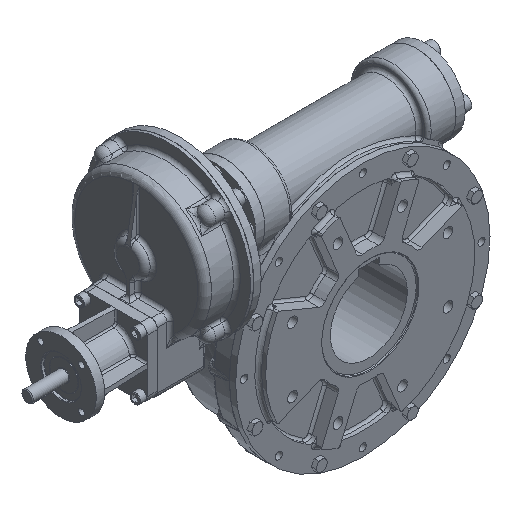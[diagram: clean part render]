
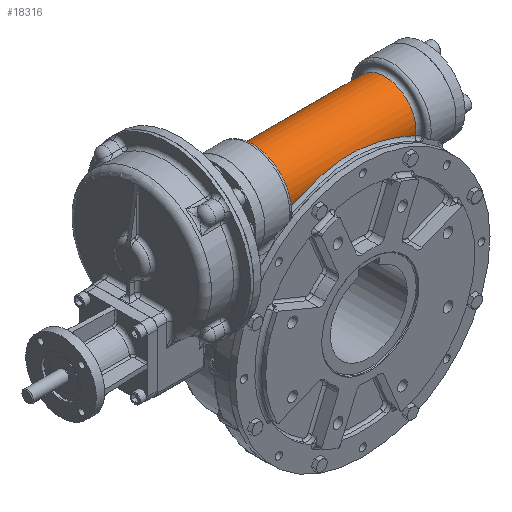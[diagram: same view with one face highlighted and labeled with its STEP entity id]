
A CAD part, isometric view. The second image highlights one B-rep face of the part: STEP entity #18316.
In plain terms, the highlighted cylindrical face has radius 55 mm (diameter 110 mm), a partial arc.
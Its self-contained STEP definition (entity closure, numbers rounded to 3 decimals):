
#1032=LINE('',#47396,#1821);
#1060=LINE('',#49055,#1849);
#1061=LINE('',#49056,#1850);
#1821=VECTOR('',#24892,1000.);
#1849=VECTOR('',#25050,1000.);
#1850=VECTOR('',#25051,1000.);
#2368=CYLINDRICAL_SURFACE('',#20785,55.);
#2993=B_SPLINE_CURVE_WITH_KNOTS('',3,(#47387,#47388,#47389,#47390,#47391),
 .UNSPECIFIED.,.F.,.F.,(4,1,4),(0.,0.004,0.008),
 .UNSPECIFIED.);
#2995=B_SPLINE_CURVE_WITH_KNOTS('',3,(#47430,#47431,#47432,#47433,#47434),
 .UNSPECIFIED.,.F.,.F.,(4,1,4),(0.,0.004,0.008),
 .UNSPECIFIED.);
#3012=B_SPLINE_CURVE_WITH_KNOTS('',3,(#48745,#48746,#48747,#48748,#48749,
#48750,#48751,#48752,#48753,#48754,#48755,#48756,#48757,#48758),
 .UNSPECIFIED.,.F.,.F.,(4,1,1,1,1,1,1,1,1,1,1,4),(0.,0.029,
0.059,0.073,0.088,0.117,
0.132,0.146,0.161,0.176,
0.205,0.234),.UNSPECIFIED.);
#7259=ORIENTED_EDGE('',*,*,#10726,.F.);
#7260=ORIENTED_EDGE('',*,*,#10616,.T.);
#7261=ORIENTED_EDGE('',*,*,#10618,.T.);
#7262=ORIENTED_EDGE('',*,*,#10621,.T.);
#7263=ORIENTED_EDGE('',*,*,#10727,.F.);
#7264=ORIENTED_EDGE('',*,*,#10718,.T.);
#7265=ORIENTED_EDGE('',*,*,#10690,.T.);
#7266=ORIENTED_EDGE('',*,*,#10721,.F.);
#10616=EDGE_CURVE('',#12721,#12723,#2993,.T.);
#10618=EDGE_CURVE('',#12723,#12725,#1032,.F.);
#10621=EDGE_CURVE('',#12725,#12726,#2995,.T.);
#10690=EDGE_CURVE('',#12760,#12761,#3012,.T.);
#10718=EDGE_CURVE('',#12765,#12760,#14204,.T.);
#10721=EDGE_CURVE('',#12767,#12761,#14205,.T.);
#10726=EDGE_CURVE('',#12721,#12767,#1060,.T.);
#10727=EDGE_CURVE('',#12765,#12726,#1061,.T.);
#12721=VERTEX_POINT('',#47379);
#12723=VERTEX_POINT('',#47386);
#12725=VERTEX_POINT('',#47395);
#12726=VERTEX_POINT('',#47428);
#12760=VERTEX_POINT('',#48547);
#12761=VERTEX_POINT('',#48744);
#12765=VERTEX_POINT('',#48967);
#12767=VERTEX_POINT('',#49008);
#14204=CIRCLE('',#20780,55.);
#14205=CIRCLE('',#20782,55.);
#15364=EDGE_LOOP('',(#7259,#7260,#7261,#7262,#7263,#7264,#7265,#7266));
#16734=FACE_BOUND('',#15364,.T.);
#18316=ADVANCED_FACE('',(#16734),#2368,.T.);
#20780=AXIS2_PLACEMENT_3D('',#48966,#25037,#25038);
#20782=AXIS2_PLACEMENT_3D('',#49007,#25041,#25042);
#20785=AXIS2_PLACEMENT_3D('',#49054,#25048,#25049);
#24892=DIRECTION('',(1.,0.,0.));
#25037=DIRECTION('',(1.,0.,0.));
#25038=DIRECTION('',(0.,1.,0.));
#25041=DIRECTION('',(1.,0.,0.));
#25042=DIRECTION('',(0.,1.,0.));
#25048=DIRECTION('',(1.,0.,0.));
#25049=DIRECTION('',(0.,1.,0.));
#25050=DIRECTION('',(1.,0.,0.));
#25051=DIRECTION('',(1.,0.,0.));
#47379=CARTESIAN_POINT('',(40.97,72.064,207.55));
#47386=CARTESIAN_POINT('',(34.,72.066,211.48));
#47387=CARTESIAN_POINT('',(40.97,72.064,207.55));
#47388=CARTESIAN_POINT('',(40.26,72.108,208.766));
#47389=CARTESIAN_POINT('',(38.181,72.099,210.76));
#47390=CARTESIAN_POINT('',(35.408,72.066,211.48));
#47391=CARTESIAN_POINT('',(34.,72.066,211.48));
#47395=CARTESIAN_POINT('',(-34.,72.066,211.48));
#47396=CARTESIAN_POINT('',(177.,72.066,211.48));
#47428=CARTESIAN_POINT('',(-40.97,72.064,207.55));
#47430=CARTESIAN_POINT('',(-34.,72.066,211.48));
#47431=CARTESIAN_POINT('',(-35.408,72.066,211.48));
#47432=CARTESIAN_POINT('',(-38.181,72.099,210.76));
#47433=CARTESIAN_POINT('',(-40.26,72.108,208.766));
#47434=CARTESIAN_POINT('',(-40.97,72.064,207.55));
#48547=CARTESIAN_POINT('',(-113.,-37.225,200.959));
#48744=CARTESIAN_POINT('',(113.,-37.225,200.959));
#48745=CARTESIAN_POINT('',(-113.,-37.225,200.959));
#48746=CARTESIAN_POINT('',(-104.235,-37.947,205.523));
#48747=CARTESIAN_POINT('',(-86.3,-38.066,213.419));
#48748=CARTESIAN_POINT('',(-62.963,-36.888,220.459));
#48749=CARTESIAN_POINT('',(-43.662,-35.868,224.441));
#48750=CARTESIAN_POINT('',(-24.246,-34.995,227.26));
#48751=CARTESIAN_POINT('',(-4.766,-34.577,228.371));
#48752=CARTESIAN_POINT('',(14.777,-34.786,227.801));
#48753=CARTESIAN_POINT('',(29.525,-35.23,226.508));
#48754=CARTESIAN_POINT('',(44.068,-35.889,224.367));
#48755=CARTESIAN_POINT('',(63.11,-36.896,220.412));
#48756=CARTESIAN_POINT('',(86.311,-38.064,213.411));
#48757=CARTESIAN_POINT('',(104.218,-37.948,205.532));
#48758=CARTESIAN_POINT('',(113.,-37.225,200.959));
#48966=CARTESIAN_POINT('',(-113.,17.1,209.55));
#48967=CARTESIAN_POINT('',(-113.,72.064,207.55));
#49007=CARTESIAN_POINT('',(113.,17.1,209.55));
#49008=CARTESIAN_POINT('',(113.,72.064,207.55));
#49054=CARTESIAN_POINT('',(177.,17.1,209.55));
#49055=CARTESIAN_POINT('',(177.,72.064,207.55));
#49056=CARTESIAN_POINT('',(177.,72.064,207.55));
